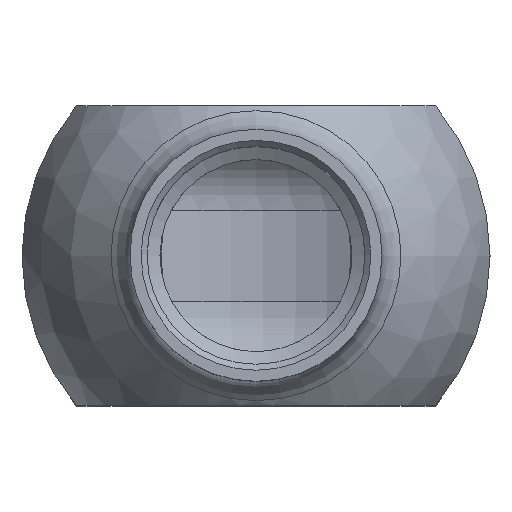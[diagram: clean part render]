
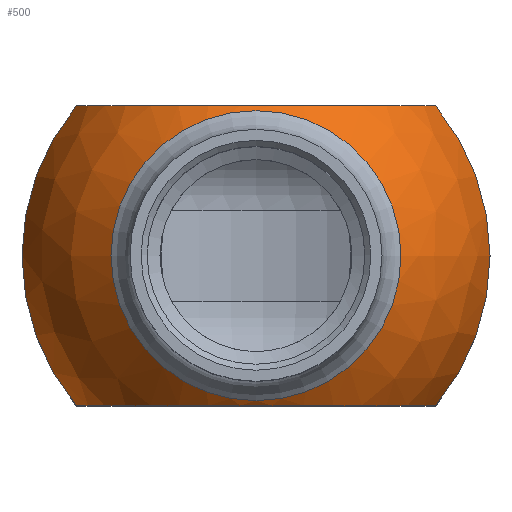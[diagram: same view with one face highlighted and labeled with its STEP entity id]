
A CAD part, top view. The second image highlights one B-rep face of the part: STEP entity #500.
In plain terms, the highlighted spherical face has radius 20 mm.
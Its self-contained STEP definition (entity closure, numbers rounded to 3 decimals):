
#442=CARTESIAN_POINT('',(6.585,10.807,15.937));
#443=VERTEX_POINT('',#442);
#444=CARTESIAN_POINT('',(-5.498,10.807,15.937));
#445=DIRECTION('',(0.0,0.0,1.0));
#446=DIRECTION('',(-1.0,0.0,0.0));
#447=AXIS2_PLACEMENT_3D('',#444,#445,#446);
#448=CIRCLE('',#447,12.083);
#449=EDGE_CURVE('',#443,#443,#448,.T.);
#454=CARTESIAN_POINT('',(-5.498,10.807,0.0));
#455=DIRECTION('',(0.0,0.0,1.0));
#456=DIRECTION('',(1.0,0.0,0.0));
#457=AXIS2_PLACEMENT_3D('',#454,#455,#456);
#458=SPHERICAL_SURFACE('',#457,20.0);
#459=CARTESIAN_POINT('',(9.469,23.307,4.444));
#460=VERTEX_POINT('',#459);
#461=CARTESIAN_POINT('',(-20.465,23.307,4.444));
#462=VERTEX_POINT('',#461);
#463=CARTESIAN_POINT('',(-5.498,23.307,0.0));
#464=DIRECTION('',(0.0,-1.0,0.0));
#465=DIRECTION('',(0.0,0.0,1.0));
#466=AXIS2_PLACEMENT_3D('',#463,#464,#465);
#467=CIRCLE('',#466,15.612);
#468=EDGE_CURVE('',#460,#462,#467,.T.);
#469=ORIENTED_EDGE('',*,*,#468,.T.);
#470=CARTESIAN_POINT('',(-20.465,-1.693,4.444));
#471=VERTEX_POINT('',#470);
#472=CARTESIAN_POINT('',(-5.498,10.807,4.444));
#473=DIRECTION('',(0.0,0.0,-1.0));
#474=DIRECTION('',(-1.0,0.0,0.0));
#475=AXIS2_PLACEMENT_3D('',#472,#473,#474);
#476=CIRCLE('',#475,19.5);
#477=EDGE_CURVE('',#471,#462,#476,.T.);
#478=ORIENTED_EDGE('',*,*,#477,.F.);
#479=CARTESIAN_POINT('',(9.469,-1.693,4.444));
#480=VERTEX_POINT('',#479);
#481=CARTESIAN_POINT('',(-5.498,-1.693,0.0));
#482=DIRECTION('',(0.0,1.0,0.0));
#483=DIRECTION('',(0.0,0.0,-1.0));
#484=AXIS2_PLACEMENT_3D('',#481,#482,#483);
#485=CIRCLE('',#484,15.612);
#486=EDGE_CURVE('',#471,#480,#485,.T.);
#487=ORIENTED_EDGE('',*,*,#486,.T.);
#488=CARTESIAN_POINT('',(-5.498,10.807,4.444));
#489=DIRECTION('',(0.0,0.0,-1.0));
#490=DIRECTION('',(-1.0,0.0,0.0));
#491=AXIS2_PLACEMENT_3D('',#488,#489,#490);
#492=CIRCLE('',#491,19.5);
#493=EDGE_CURVE('',#460,#480,#492,.T.);
#494=ORIENTED_EDGE('',*,*,#493,.F.);
#495=EDGE_LOOP('',(#469,#478,#487,#494));
#496=FACE_OUTER_BOUND('',#495,.T.);
#497=ORIENTED_EDGE('',*,*,#449,.F.);
#498=EDGE_LOOP('',(#497));
#499=FACE_BOUND('',#498,.T.);
#500=ADVANCED_FACE('',(#496,#499),#458,.T.);
